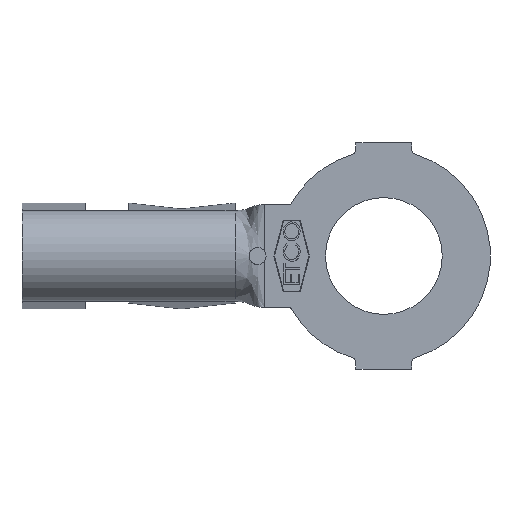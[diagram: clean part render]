
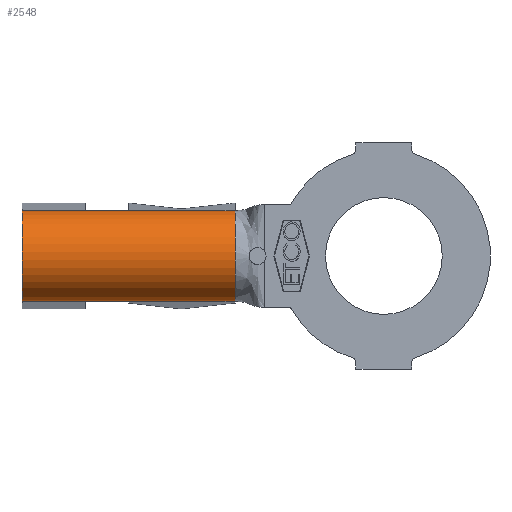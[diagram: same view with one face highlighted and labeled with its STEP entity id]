
A CAD part, front view. The second image highlights one B-rep face of the part: STEP entity #2548.
In plain terms, the highlighted cylindrical face has radius 1.702 mm (diameter 3.404 mm), a partial arc.
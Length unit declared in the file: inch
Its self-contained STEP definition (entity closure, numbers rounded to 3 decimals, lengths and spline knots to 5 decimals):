
#76 = EDGE_CURVE ( 'NONE', #755, #4643, #5367, .T. ) ;
#123 = ORIENTED_EDGE ( 'NONE', *, *, #4877, .F. ) ;
#223 = AXIS2_PLACEMENT_3D ( 'NONE', #4842, #945, #1730 ) ;
#225 = EDGE_CURVE ( 'NONE', #1494, #4256, #5729, .T. ) ;
#249 = CARTESIAN_POINT ( 'NONE',  ( -0.53, 0.0596, -0.06659 ) ) ;
#335 = ORIENTED_EDGE ( 'NONE', *, *, #76, .T. ) ;
#524 = VECTOR ( 'NONE', #3303, 39.37008 ) ;
#610 = VECTOR ( 'NONE', #2553, 39.37008 ) ;
#669 = DIRECTION ( 'NONE',  ( 1., 0., 0. ) ) ;
#722 = VERTEX_POINT ( 'NONE', #249 ) ;
#755 = VERTEX_POINT ( 'NONE', #1797 ) ;
#891 = CARTESIAN_POINT ( 'NONE',  ( -0.53, 0.0596, -0.06659 ) ) ;
#927 = ORIENTED_EDGE ( 'NONE', *, *, #6194, .T. ) ;
#945 = DIRECTION ( 'NONE',  ( 1., 0., 0. ) ) ;
#1133 = EDGE_CURVE ( 'NONE', #1494, #722, #2082, .T. ) ;
#1144 = FACE_OUTER_BOUND ( 'NONE', #4667, .T. ) ;
#1208 = ORIENTED_EDGE ( 'NONE', *, *, #1133, .T. ) ;
#1421 = ORIENTED_EDGE ( 'NONE', *, *, #6014, .F. ) ;
#1494 = VERTEX_POINT ( 'NONE', #3319 ) ;
#1567 = VERTEX_POINT ( 'NONE', #5413 ) ;
#1730 = DIRECTION ( 'NONE',  ( 0., 0., -1. ) ) ;
#1797 = CARTESIAN_POINT ( 'NONE',  ( -0.381, 0.0596, -0.06659 ) ) ;
#1826 = DIRECTION ( 'NONE',  ( 1., 0., 0. ) ) ;
#1866 = LINE ( 'NONE', #891, #524 ) ;
#1936 = ORIENTED_EDGE ( 'NONE', *, *, #225, .F. ) ;
#2082 = CIRCLE ( 'NONE', #3008, 0.067 ) ;
#2296 = LINE ( 'NONE', #4709, #4729 ) ;
#2323 = EDGE_CURVE ( 'NONE', #5850, #4643, #5901, .T. ) ;
#2333 = AXIS2_PLACEMENT_3D ( 'NONE', #2719, #6097, #3191 ) ;
#2546 = DIRECTION ( 'NONE',  ( 1., 0., 0. ) ) ;
#2548 = ADVANCED_FACE ( 'NONE', ( #1144 ), #4864, .T. ) ;
#2553 = DIRECTION ( 'NONE',  ( 1., 0., 0. ) ) ;
#2719 = CARTESIAN_POINT ( 'NONE',  ( -0.218, 0.067, 0. ) ) ;
#2766 = VECTOR ( 'NONE', #3423, 39.37008 ) ;
#3008 = AXIS2_PLACEMENT_3D ( 'NONE', #5459, #2546, #5934 ) ;
#3114 = CARTESIAN_POINT ( 'NONE',  ( -0.43, 0.0596, -0.06659 ) ) ;
#3129 = VECTOR ( 'NONE', #669, 39.37008 ) ;
#3191 = DIRECTION ( 'NONE',  ( 0., 0., -1. ) ) ;
#3276 = VECTOR ( 'NONE', #4304, 39.37008 ) ;
#3303 = DIRECTION ( 'NONE',  ( 1., 0., 0. ) ) ;
#3319 = CARTESIAN_POINT ( 'NONE',  ( -0.53, 0.0596, 0.06659 ) ) ;
#3423 = DIRECTION ( 'NONE',  ( 1., 0., 0. ) ) ;
#3725 = CARTESIAN_POINT ( 'NONE',  ( -0.43, 0.0596, 0.06659 ) ) ;
#3813 = CARTESIAN_POINT ( 'NONE',  ( -0.374, 0.0596, 0.06659 ) ) ;
#4032 = LINE ( 'NONE', #5468, #610 ) ;
#4109 = VERTEX_POINT ( 'NONE', #3114 ) ;
#4256 = VERTEX_POINT ( 'NONE', #3725 ) ;
#4304 = DIRECTION ( 'NONE',  ( 1., 0., 0. ) ) ;
#4643 = VERTEX_POINT ( 'NONE', #6017 ) ;
#4667 = EDGE_LOOP ( 'NONE', ( #5170, #123, #1421, #1936, #1208, #4934, #927, #335 ) ) ;
#4709 = CARTESIAN_POINT ( 'NONE',  ( -0.437, 0.0596, -0.06659 ) ) ;
#4729 = VECTOR ( 'NONE', #1826, 39.37008 ) ;
#4842 = CARTESIAN_POINT ( 'NONE',  ( -0.374, 0.067, 0. ) ) ;
#4864 = CYLINDRICAL_SURFACE ( 'NONE', #223, 0.067 ) ;
#4877 = EDGE_CURVE ( 'NONE', #1567, #5850, #6025, .T. ) ;
#4934 = ORIENTED_EDGE ( 'NONE', *, *, #6317, .T. ) ;
#5170 = ORIENTED_EDGE ( 'NONE', *, *, #2323, .F. ) ;
#5302 = CARTESIAN_POINT ( 'NONE',  ( -0.218, 0.0596, 0.06659 ) ) ;
#5367 = LINE ( 'NONE', #6323, #2766 ) ;
#5413 = CARTESIAN_POINT ( 'NONE',  ( -0.381, 0.0596, 0.06659 ) ) ;
#5459 = CARTESIAN_POINT ( 'NONE',  ( -0.53, 0.067, 0. ) ) ;
#5468 = CARTESIAN_POINT ( 'NONE',  ( -0.437, 0.0596, 0.06659 ) ) ;
#5729 = LINE ( 'NONE', #5992, #3129 ) ;
#5850 = VERTEX_POINT ( 'NONE', #5302 ) ;
#5901 = CIRCLE ( 'NONE', #2333, 0.067 ) ;
#5934 = DIRECTION ( 'NONE',  ( 0., 0., -1. ) ) ;
#5992 = CARTESIAN_POINT ( 'NONE',  ( -0.53, 0.0596, 0.06659 ) ) ;
#6014 = EDGE_CURVE ( 'NONE', #4256, #1567, #4032, .T. ) ;
#6017 = CARTESIAN_POINT ( 'NONE',  ( -0.218, 0.0596, -0.06659 ) ) ;
#6025 = LINE ( 'NONE', #3813, #3276 ) ;
#6097 = DIRECTION ( 'NONE',  ( 1., 0., 0. ) ) ;
#6194 = EDGE_CURVE ( 'NONE', #4109, #755, #2296, .T. ) ;
#6317 = EDGE_CURVE ( 'NONE', #722, #4109, #1866, .T. ) ;
#6323 = CARTESIAN_POINT ( 'NONE',  ( -0.374, 0.0596, -0.06659 ) ) ;
